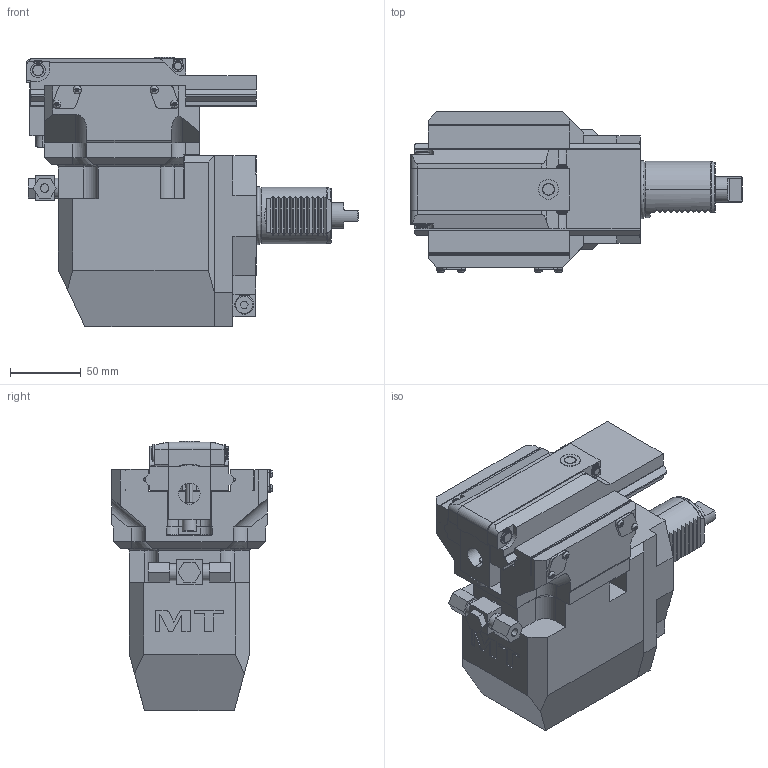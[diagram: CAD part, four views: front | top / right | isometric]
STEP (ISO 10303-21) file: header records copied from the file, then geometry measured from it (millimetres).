
FILE_DESCRIPTION((''),'2;1');
FILE_NAME('DUP0441100_CONF','2024-12-13T17:28:51',('fpalella'),('M.T. srl'),'CREO PARAMETRIC BY PTC INC, 2023352','CREO PARAMETRIC BY PTC INC, 2023352','');
FILE_SCHEMA(('CONFIG_CONTROL_DESIGN'));
Length unit declared in the file: millimetre
Products named in the file (1): DUP0441100_CONF
Bounding box: 235 x 113.65 x 190.55 mm (x, y, z)
Volume: 2034226.5 mm3; surface area: 170495 mm2
Topology: 1 solids, 1 shells, 643 faces, 1722 edges, 1108 vertices
Faces by surface type: plane 376, cylinder 205, cone 33, torus 19, bspline 8, extrusion 2
Entity records: 21775 total; most frequent: CARTESIAN_POINT 5507, ORIENTED_EDGE 3444, DIRECTION 3306, EDGE_CURVE 1722, VECTOR 1118, LINE 1116, VERTEX_POINT 1108, AXIS2_PLACEMENT_3D 1094
